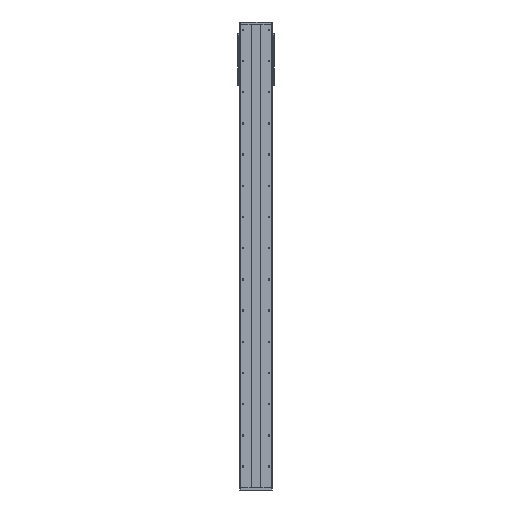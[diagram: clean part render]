
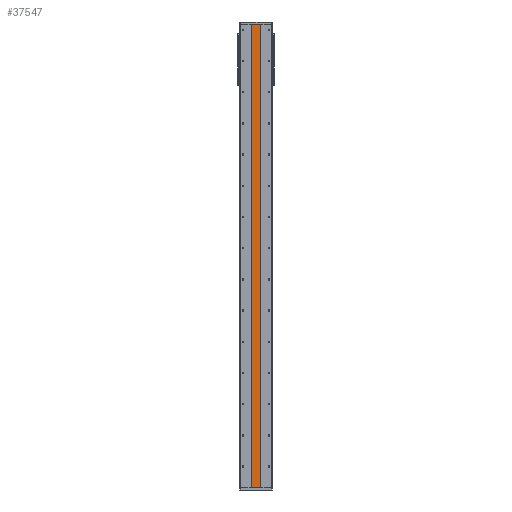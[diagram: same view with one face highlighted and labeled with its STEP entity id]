
A CAD part, front view. The second image highlights one B-rep face of the part: STEP entity #37547.
In plain terms, the highlighted planar face has unit normal (0, -1, 0).
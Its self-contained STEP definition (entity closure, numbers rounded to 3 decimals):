
#1619 = ORIENTED_EDGE ( 'NONE', *, *, #29294, .F. ) ;
#6456 = EDGE_CURVE ( 'NONE', #105129, #29001, #82131, .T. ) ;
#7246 = DIRECTION ( 'NONE',  ( 1., 0., 0. ) ) ;
#9591 = AXIS2_PLACEMENT_3D ( 'NONE', #77918, #105470, #50781 ) ;
#10398 = FACE_OUTER_BOUND ( 'NONE', #57243, .T. ) ;
#13821 = ORIENTED_EDGE ( 'NONE', *, *, #51773, .T. ) ;
#13976 = PLANE ( 'NONE',  #9591 ) ;
#14800 = CARTESIAN_POINT ( 'NONE',  ( 0., 3., 0. ) ) ;
#16379 = VERTEX_POINT ( 'NONE', #48092 ) ;
#29001 = VERTEX_POINT ( 'NONE', #81391 ) ;
#29294 = EDGE_CURVE ( 'NONE', #16379, #105129, #105893, .T. ) ;
#30663 = VECTOR ( 'NONE', #105899, 1000. ) ;
#33045 = VECTOR ( 'NONE', #58953, 1000. ) ;
#33545 = CARTESIAN_POINT ( 'NONE',  ( 30., 3., -2970. ) ) ;
#37547 = ADVANCED_FACE ( 'NONE', ( #10398 ), #13976, .T. ) ;
#39387 = CARTESIAN_POINT ( 'NONE',  ( 30., 3., -2970. ) ) ;
#43785 = ORIENTED_EDGE ( 'NONE', *, *, #6456, .F. ) ;
#48092 = CARTESIAN_POINT ( 'NONE',  ( -30., 3., -2970. ) ) ;
#50781 = DIRECTION ( 'NONE',  ( 0., 0., -1. ) ) ;
#51773 = EDGE_CURVE ( 'NONE', #16379, #91811, #113751, .T. ) ;
#57243 = EDGE_LOOP ( 'NONE', ( #43785, #1619, #13821, #74863 ) ) ;
#58953 = DIRECTION ( 'NONE',  ( 0., 0., 1. ) ) ;
#59855 = LINE ( 'NONE', #33545, #105527 ) ;
#61007 = CARTESIAN_POINT ( 'NONE',  ( -30., 3., 0. ) ) ;
#68025 = VECTOR ( 'NONE', #7246, 1000. ) ;
#69883 = DIRECTION ( 'NONE',  ( 0., 0., 1. ) ) ;
#74863 = ORIENTED_EDGE ( 'NONE', *, *, #79541, .T. ) ;
#77918 = CARTESIAN_POINT ( 'NONE',  ( 0., 3., -2970. ) ) ;
#79541 = EDGE_CURVE ( 'NONE', #91811, #29001, #59855, .T. ) ;
#81391 = CARTESIAN_POINT ( 'NONE',  ( 30., 3., 0. ) ) ;
#82131 = LINE ( 'NONE', #14800, #30663 ) ;
#86036 = CARTESIAN_POINT ( 'NONE',  ( -30., 3., -2970. ) ) ;
#89567 = CARTESIAN_POINT ( 'NONE',  ( 0., 3., -2970. ) ) ;
#91811 = VERTEX_POINT ( 'NONE', #39387 ) ;
#105129 = VERTEX_POINT ( 'NONE', #61007 ) ;
#105470 = DIRECTION ( 'NONE',  ( 0., -1., 0. ) ) ;
#105527 = VECTOR ( 'NONE', #69883, 1000. ) ;
#105893 = LINE ( 'NONE', #86036, #33045 ) ;
#105899 = DIRECTION ( 'NONE',  ( 1., 0., 0. ) ) ;
#113751 = LINE ( 'NONE', #89567, #68025 ) ;
